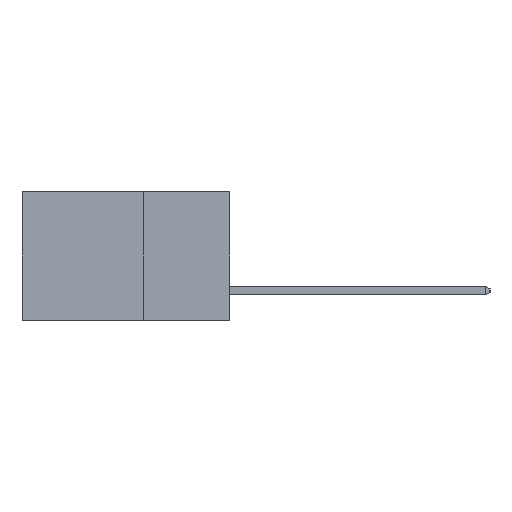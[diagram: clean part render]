
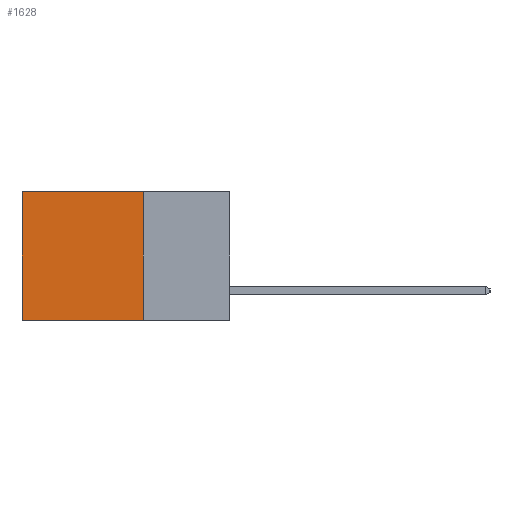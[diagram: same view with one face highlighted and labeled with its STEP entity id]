
A CAD part, left-side view. The second image highlights one B-rep face of the part: STEP entity #1628.
In plain terms, the highlighted planar face has unit normal (-1, 0, 0).
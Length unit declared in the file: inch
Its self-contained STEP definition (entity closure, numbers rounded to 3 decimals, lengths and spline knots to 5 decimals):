
#30 = ORIENTED_EDGE ( 'NONE', *, *, #9011, .F. ) ;
#721 = LINE ( 'NONE', #1849, #6090 ) ;
#1435 = PLANE ( 'NONE',  #8133 ) ;
#1628 = ADVANCED_FACE ( 'NONE', ( #7832 ), #1435, .F. ) ;
#1655 = DIRECTION ( 'NONE',  ( 1., 0., 0. ) ) ;
#1792 = DIRECTION ( 'NONE',  ( 0., 0., -1. ) ) ;
#1849 = CARTESIAN_POINT ( 'NONE',  ( 0.298, 0.25, -0.37 ) ) ;
#2896 = VECTOR ( 'NONE', #9633, 39.37008 ) ;
#3535 = EDGE_CURVE ( 'NONE', #11296, #11473, #10230, .T. ) ;
#3665 = CARTESIAN_POINT ( 'NONE',  ( 0.298, 0.25, 0. ) ) ;
#3965 = LINE ( 'NONE', #11884, #2896 ) ;
#4264 = EDGE_CURVE ( 'NONE', #9804, #11473, #721, .T. ) ;
#4809 = CARTESIAN_POINT ( 'NONE',  ( 0.298, 0.25, 0. ) ) ;
#5688 = EDGE_LOOP ( 'NONE', ( #10530, #7893, #30, #12605 ) ) ;
#6090 = VECTOR ( 'NONE', #13655, 39.37008 ) ;
#7832 = FACE_OUTER_BOUND ( 'NONE', #5688, .T. ) ;
#7841 = EDGE_CURVE ( 'NONE', #11858, #11296, #12440, .T. ) ;
#7893 = ORIENTED_EDGE ( 'NONE', *, *, #4264, .F. ) ;
#8133 = AXIS2_PLACEMENT_3D ( 'NONE', #9852, #1655, #1792 ) ;
#8212 = CARTESIAN_POINT ( 'NONE',  ( 0.298, 0.6, 0. ) ) ;
#9011 = EDGE_CURVE ( 'NONE', #11858, #9804, #3965, .T. ) ;
#9554 = CARTESIAN_POINT ( 'NONE',  ( 0.298, 0.6, -0.37 ) ) ;
#9557 = DIRECTION ( 'NONE',  ( 0., 0., -1. ) ) ;
#9633 = DIRECTION ( 'NONE',  ( 0., 0., -1. ) ) ;
#9804 = VERTEX_POINT ( 'NONE', #10916 ) ;
#9852 = CARTESIAN_POINT ( 'NONE',  ( 0.298, 0.25, 0. ) ) ;
#10163 = DIRECTION ( 'NONE',  ( 0., 1., 0. ) ) ;
#10230 = LINE ( 'NONE', #11406, #10576 ) ;
#10530 = ORIENTED_EDGE ( 'NONE', *, *, #3535, .T. ) ;
#10576 = VECTOR ( 'NONE', #9557, 39.37008 ) ;
#10916 = CARTESIAN_POINT ( 'NONE',  ( 0.298, 0.25, -0.37 ) ) ;
#11296 = VERTEX_POINT ( 'NONE', #8212 ) ;
#11406 = CARTESIAN_POINT ( 'NONE',  ( 0.298, 0.6, 0. ) ) ;
#11473 = VERTEX_POINT ( 'NONE', #9554 ) ;
#11858 = VERTEX_POINT ( 'NONE', #4809 ) ;
#11884 = CARTESIAN_POINT ( 'NONE',  ( 0.298, 0.25, 0. ) ) ;
#12440 = LINE ( 'NONE', #3665, #12760 ) ;
#12605 = ORIENTED_EDGE ( 'NONE', *, *, #7841, .T. ) ;
#12760 = VECTOR ( 'NONE', #10163, 39.37008 ) ;
#13655 = DIRECTION ( 'NONE',  ( 0., 1., 0. ) ) ;
